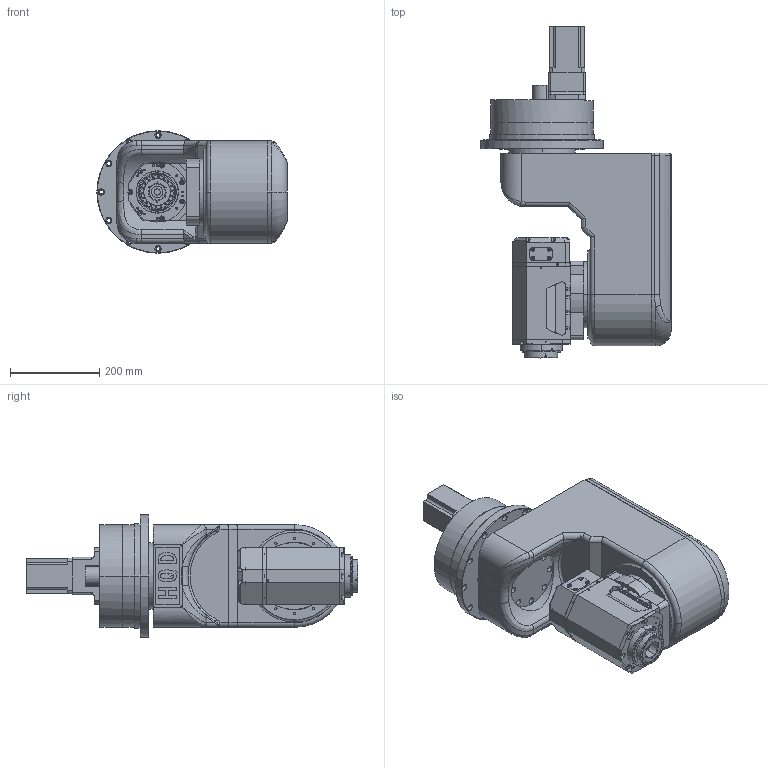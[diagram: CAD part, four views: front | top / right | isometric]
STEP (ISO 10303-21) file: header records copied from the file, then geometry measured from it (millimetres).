
FILE_DESCRIPTION (( 'STEP AP214' ), '1' );
FILE_NAME ('HQ／AC-D90-75（GDL65-HSK63F-24Z／12-4）.STEP', '2025-07-15T03:15:44', ( 'Sysceo.com' ), ( '' ), 'SwSTEP 2.0', 'SolidWorks 2018', '' );
FILE_SCHEMA (( 'AUTOMOTIVE_DESIGN' ));
Length unit declared in the file: millimetre
Products named in the file (2): HQ／AC-D90-75（GDL65-HSK63F-24Z／12-4）
Bounding box: 427.5 x 745.5 x 275 mm (x, y, z)
Volume: 15714115.8 mm3; surface area: 2033123.3 mm2
Topology: 18 solids, 18 shells, 1923 faces, 4936 edges, 3096 vertices
Faces by surface type: cylinder 1065, plane 517, cone 277, bspline 41, torus 23
Entity records: 95518 total; most frequent: CARTESIAN_POINT 26698, DIRECTION 10332, ORIENTED_EDGE 9528, EDGE_CURVE 4764, AXIS2_PLACEMENT_3D 4080, VERTEX_POINT 3095, EDGE_LOOP 2491, CIRCLE 2196
